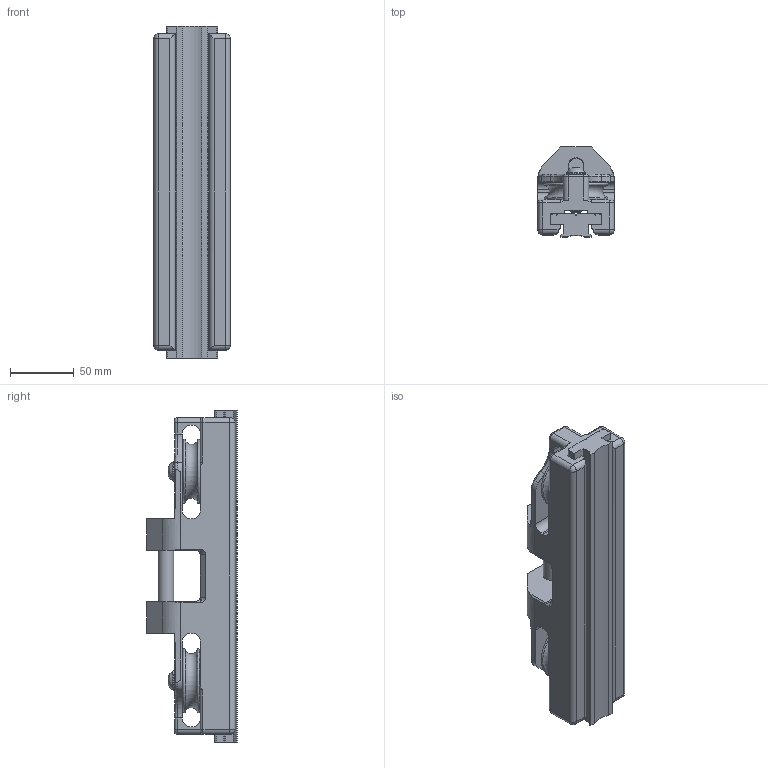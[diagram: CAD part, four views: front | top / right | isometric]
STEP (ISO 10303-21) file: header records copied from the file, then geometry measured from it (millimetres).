
FILE_DESCRIPTION(/* description */ (''),/* implementation_level */ '2;1');
FILE_NAME(/* name */ '671.003.stp',/* time_stamp */ '2020-11-27T13:01:21+01:00',/* author */ ('lucade'),/* organization */ (''),/* preprocessor_version */ 'ST-DEVELOPER v18.1',/* originating_system */ 'Autodesk Inventor 2021',/* authorisation */ '');
FILE_SCHEMA (('AUTOMOTIVE_DESIGN { 1 0 10303 214 3 1 1 }'));
Length unit declared in the file: millimetre
Products named in the file (1): Parte6
Bounding box: 60 x 70.85 x 260 mm (x, y, z)
Volume: 588400.1 mm3; surface area: 137576.5 mm2
Topology: 2 solids, 4 shells, 342 faces, 904 edges, 573 vertices
Faces by surface type: plane 128, cylinder 126, torus 40, cone 34, bspline 10, sphere 4
Full cylindrical faces by diameter (mm): 8 x6, 8.1 x2, 8.2 x4, 12 x7, 12.3 x2, 14 x4, 15.6 x2, 40.457 x2
Entity records: 11000 total; most frequent: CARTESIAN_POINT 2420, DIRECTION 1862, ORIENTED_EDGE 1796, EDGE_CURVE 898, AXIS2_PLACEMENT_3D 732, VERTEX_POINT 573, LINE 398, VECTOR 398
